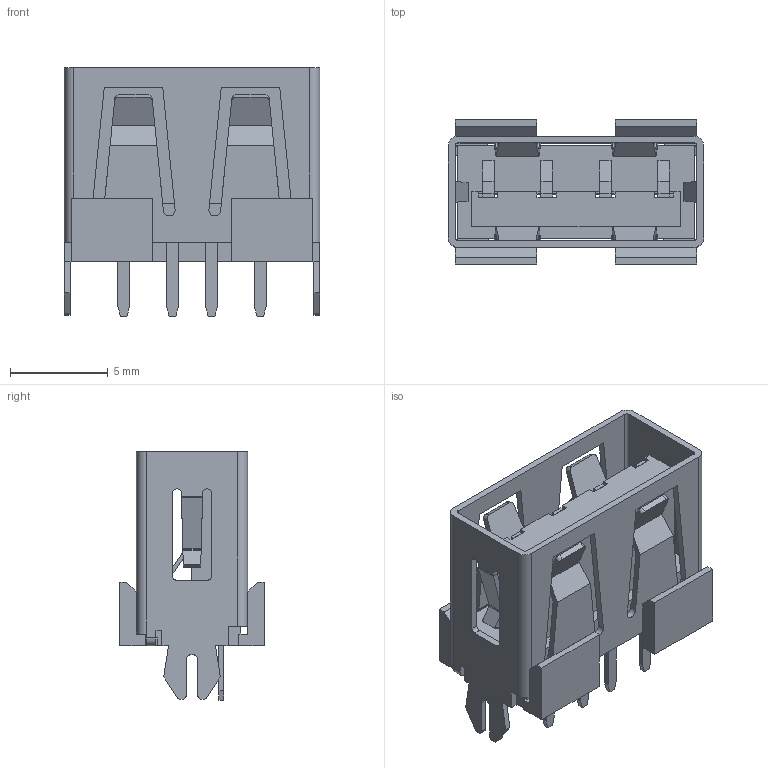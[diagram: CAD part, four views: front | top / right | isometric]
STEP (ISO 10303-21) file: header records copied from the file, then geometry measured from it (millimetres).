
FILE_DESCRIPTION (( 'STEP AP214' ), '1' );
FILE_NAME ('USB-A-TH_C42536.step', '2022-07-15T08:44:30', ( '' ), ( '' ), 'SwSTEP 2.0', 'SolidWorks 2020', '' );
FILE_SCHEMA (( 'AUTOMOTIVE_DESIGN' ));
Length unit declared in the file: millimetre
Products named in the file (1): USB-A-TH_C42536
Bounding box: 13.1 x 7.4 x 12.75 mm (x, y, z)
Volume: 411.8 mm3; surface area: 1351 mm2
Topology: 23 solids, 23 shells, 668 faces, 1841 edges, 1218 vertices
Faces by surface type: plane 488, bspline 112, cylinder 68
Entity records: 29755 total; most frequent: CARTESIAN_POINT 5952, ORIENTED_EDGE 3682, DIRECTION 2787, EDGE_CURVE 1841, LINE 1473, VECTOR 1473, VERTEX_POINT 1218, EDGE_LOOP 701
